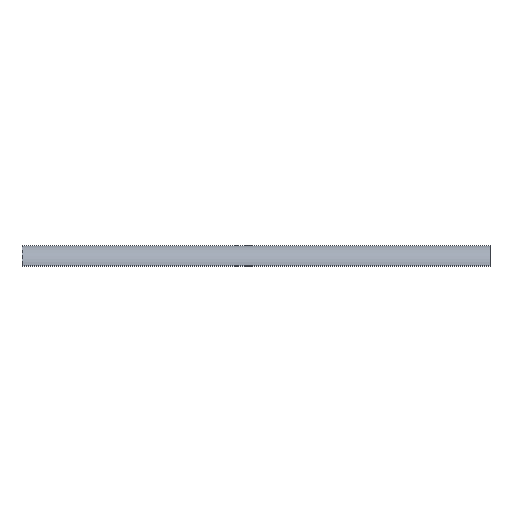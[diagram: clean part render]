
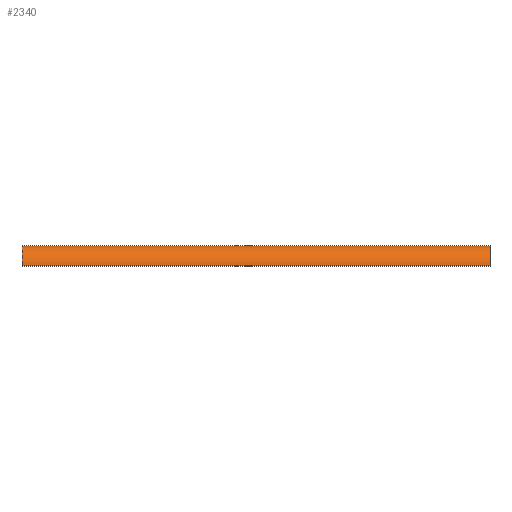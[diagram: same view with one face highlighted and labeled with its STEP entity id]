
A CAD part, top view. The second image highlights one B-rep face of the part: STEP entity #2340.
In plain terms, the highlighted cylindrical face has radius 89.667 mm (diameter 179.335 mm), a partial arc.
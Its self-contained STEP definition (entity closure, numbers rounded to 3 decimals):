
#61=CYLINDRICAL_SURFACE('',#2577,89.667);
#185=FACE_OUTER_BOUND('',#315,.T.);
#315=EDGE_LOOP('',(#1931,#1932,#1933,#1934));
#528=LINE('',#3931,#737);
#529=LINE('',#3935,#738);
#737=VECTOR('',#3189,1.);
#738=VECTOR('',#3194,1.);
#796=CIRCLE('',#2395,89.667);
#903=CIRCLE('',#2578,89.667);
#929=VERTEX_POINT('',#3381);
#956=VERTEX_POINT('',#3434);
#1129=VERTEX_POINT('',#3930);
#1130=VERTEX_POINT('',#3934);
#1190=EDGE_CURVE('',#956,#929,#796,.T.);
#1437=EDGE_CURVE('',#1129,#929,#528,.T.);
#1439=EDGE_CURVE('',#1130,#956,#529,.T.);
#1440=EDGE_CURVE('',#1130,#1129,#903,.T.);
#1931=ORIENTED_EDGE('',*,*,#1439,.F.);
#1932=ORIENTED_EDGE('',*,*,#1440,.T.);
#1933=ORIENTED_EDGE('',*,*,#1437,.T.);
#1934=ORIENTED_EDGE('',*,*,#1190,.F.);
#2340=ADVANCED_FACE('',(#185),#61,.T.);
#2395=AXIS2_PLACEMENT_3D('',#3436,#2686,#2687);
#2577=AXIS2_PLACEMENT_3D('',#3933,#3192,#3193);
#2578=AXIS2_PLACEMENT_3D('',#3936,#3195,#3196);
#2686=DIRECTION('center_axis',(1.,0.,0.));
#2687=DIRECTION('ref_axis',(0.,1.,0.029));
#3189=DIRECTION('',(1.,0.,0.));
#3192=DIRECTION('center_axis',(1.,0.,0.));
#3193=DIRECTION('ref_axis',(0.,1.,0.029));
#3194=DIRECTION('',(1.,0.,0.));
#3195=DIRECTION('center_axis',(1.,0.,0.));
#3196=DIRECTION('ref_axis',(0.,1.,0.029));
#3381=CARTESIAN_POINT('',(2000.,2.572,89.63));
#3434=CARTESIAN_POINT('',(2000.,89.63,2.572));
#3436=CARTESIAN_POINT('Origin',(2000.,0.,0.));
#3930=CARTESIAN_POINT('',(0.,2.572,89.63));
#3931=CARTESIAN_POINT('',(304.8,2.572,89.63));
#3933=CARTESIAN_POINT('Origin',(0.,0.,0.));
#3934=CARTESIAN_POINT('',(0.,89.63,2.572));
#3935=CARTESIAN_POINT('',(304.8,89.63,2.572));
#3936=CARTESIAN_POINT('Origin',(0.,0.,0.));
